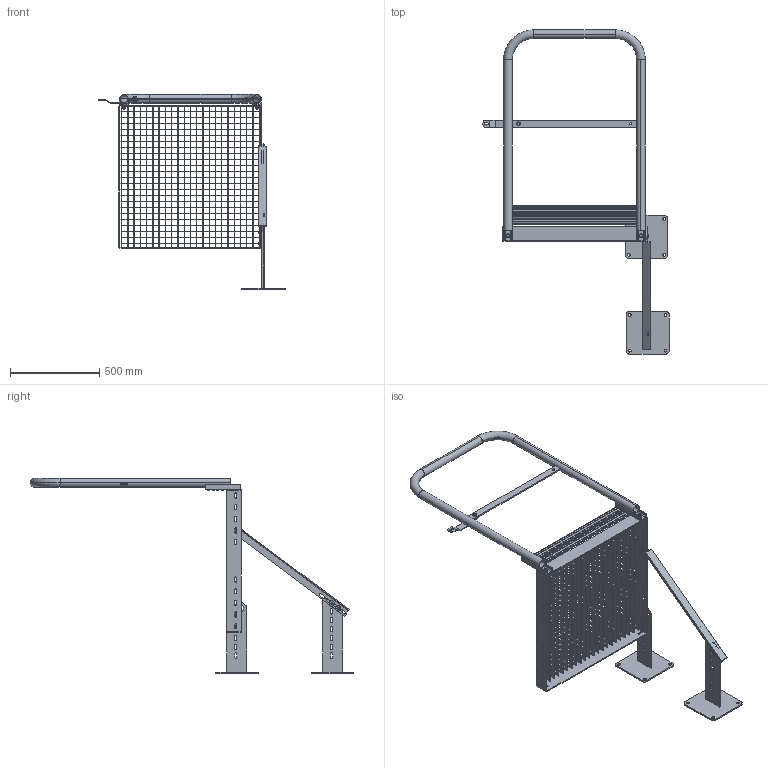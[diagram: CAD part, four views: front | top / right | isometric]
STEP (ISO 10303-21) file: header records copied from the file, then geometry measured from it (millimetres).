
FILE_DESCRIPTION (( 'STEP AP203' ), '1' );
FILE_NAME ('052929861.STEP', '2024-07-02T08:34:21', ( '' ), ( '' ), 'SwSTEP 2.0', 'SolidWorks 2022', '' );
FILE_SCHEMA (( 'CONFIG_CONTROL_DESIGN' ));
Products named in the file (1): 052929861
Bounding box: 1040.54 x 1812.21 x 1091.15 mm (x, y, z)
Volume: 5929812.2 mm3; surface area: 3712650.1 mm2
Topology: 92 solids, 92 shells, 3346 faces, 9222 edges, 6072 vertices
Faces by surface type: plane 2783, cylinder 355, cone 184, torus 24
Entity records: 106214 total; most frequent: CARTESIAN_POINT 20306, ORIENTED_EDGE 18444, DIRECTION 16622, EDGE_CURVE 9222, VECTOR 8016, LINE 8016, VERTEX_POINT 6072, AXIS2_PLACEMENT_3D 4303
